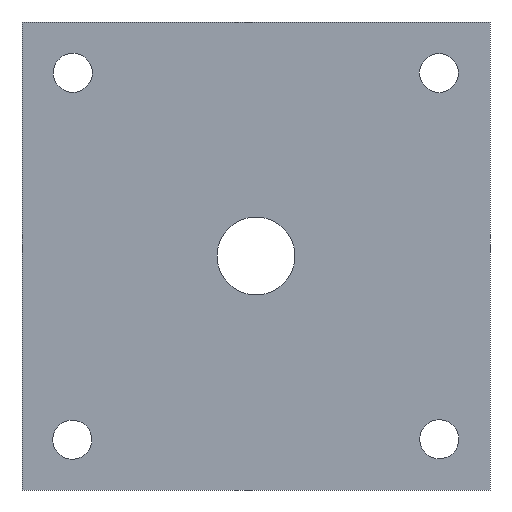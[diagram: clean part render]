
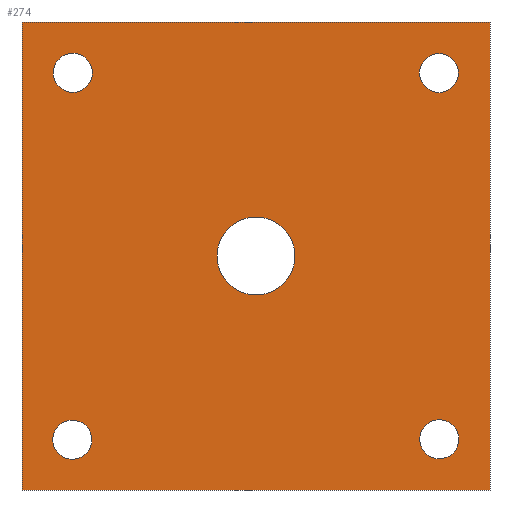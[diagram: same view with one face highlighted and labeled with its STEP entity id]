
A CAD part, front view. The second image highlights one B-rep face of the part: STEP entity #274.
In plain terms, the highlighted planar face has unit normal (0, -1, 0).
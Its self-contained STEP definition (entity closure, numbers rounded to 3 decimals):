
#21=FACE_BOUND('',#70,.T.);
#22=FACE_BOUND('',#71,.T.);
#23=FACE_BOUND('',#72,.T.);
#24=FACE_BOUND('',#73,.T.);
#25=FACE_BOUND('',#74,.T.);
#37=PLANE('',#318);
#52=FACE_OUTER_BOUND('',#69,.T.);
#69=EDGE_LOOP('',(#236,#237,#238,#239));
#70=EDGE_LOOP('',(#240));
#71=EDGE_LOOP('',(#241));
#72=EDGE_LOOP('',(#242));
#73=EDGE_LOOP('',(#243));
#74=EDGE_LOOP('',(#244));
#90=LINE('',#457,#109);
#93=LINE('',#463,#112);
#96=LINE('',#469,#115);
#99=LINE('',#473,#118);
#109=VECTOR('',#382,10.);
#112=VECTOR('',#387,10.);
#115=VECTOR('',#392,10.);
#118=VECTOR('',#397,10.);
#120=CIRCLE('',#293,5.);
#125=CIRCLE('',#302,2.5);
#127=CIRCLE('',#305,2.5);
#129=CIRCLE('',#308,2.5);
#131=CIRCLE('',#312,2.5);
#134=VERTEX_POINT('',#409);
#139=VERTEX_POINT('',#425);
#141=VERTEX_POINT('',#431);
#143=VERTEX_POINT('',#437);
#145=VERTEX_POINT('',#445);
#149=VERTEX_POINT('',#454);
#150=VERTEX_POINT('',#456);
#152=VERTEX_POINT('',#462);
#154=VERTEX_POINT('',#468);
#157=EDGE_CURVE('',#134,#134,#120,.T.);
#163=EDGE_CURVE('',#139,#139,#125,.T.);
#166=EDGE_CURVE('',#141,#141,#127,.T.);
#169=EDGE_CURVE('',#143,#143,#129,.T.);
#173=EDGE_CURVE('',#145,#145,#131,.T.);
#178=EDGE_CURVE('',#150,#149,#90,.T.);
#181=EDGE_CURVE('',#152,#150,#93,.T.);
#184=EDGE_CURVE('',#154,#152,#96,.T.);
#187=EDGE_CURVE('',#149,#154,#99,.T.);
#236=ORIENTED_EDGE('',*,*,#187,.T.);
#237=ORIENTED_EDGE('',*,*,#184,.T.);
#238=ORIENTED_EDGE('',*,*,#181,.T.);
#239=ORIENTED_EDGE('',*,*,#178,.T.);
#240=ORIENTED_EDGE('',*,*,#157,.T.);
#241=ORIENTED_EDGE('',*,*,#173,.T.);
#242=ORIENTED_EDGE('',*,*,#169,.T.);
#243=ORIENTED_EDGE('',*,*,#166,.T.);
#244=ORIENTED_EDGE('',*,*,#163,.T.);
#274=ADVANCED_FACE('',(#52,#21,#22,#23,#24,#25),#37,.T.);
#293=AXIS2_PLACEMENT_3D('',#411,#330,#331);
#302=AXIS2_PLACEMENT_3D('',#426,#349,#350);
#305=AXIS2_PLACEMENT_3D('',#432,#356,#357);
#308=AXIS2_PLACEMENT_3D('',#438,#363,#364);
#312=AXIS2_PLACEMENT_3D('',#446,#373,#374);
#318=AXIS2_PLACEMENT_3D('',#474,#398,#399);
#330=DIRECTION('center_axis',(0.,1.,0.));
#331=DIRECTION('ref_axis',(1.,0.,0.));
#349=DIRECTION('center_axis',(0.,1.,0.));
#350=DIRECTION('ref_axis',(1.,0.,0.));
#356=DIRECTION('center_axis',(0.,1.,0.));
#357=DIRECTION('ref_axis',(1.,0.,0.));
#363=DIRECTION('center_axis',(0.,1.,0.));
#364=DIRECTION('ref_axis',(1.,0.,0.));
#373=DIRECTION('center_axis',(0.,1.,0.));
#374=DIRECTION('ref_axis',(1.,0.,0.));
#382=DIRECTION('',(0.,0.,1.));
#387=DIRECTION('',(1.,0.,0.));
#392=DIRECTION('',(0.,0.,-1.));
#397=DIRECTION('',(-1.,0.,0.));
#398=DIRECTION('center_axis',(0.,-1.,0.));
#399=DIRECTION('ref_axis',(1.,0.,0.));
#409=CARTESIAN_POINT('',(-5.,-10.,10.));
#411=CARTESIAN_POINT('Origin',(0.,-10.,10.));
#425=CARTESIAN_POINT('',(-25.982,-10.,33.482));
#426=CARTESIAN_POINT('Origin',(-23.482,-10.,33.482));
#431=CARTESIAN_POINT('',(20.954,-10.,33.454));
#432=CARTESIAN_POINT('Origin',(23.454,-10.,33.454));
#437=CARTESIAN_POINT('',(-26.053,-10.,-13.553));
#438=CARTESIAN_POINT('Origin',(-23.553,-10.,-13.553));
#445=CARTESIAN_POINT('',(21.,-10.,-13.5));
#446=CARTESIAN_POINT('Origin',(23.5,-10.,-13.5));
#454=CARTESIAN_POINT('',(30.,-10.,40.));
#456=CARTESIAN_POINT('',(30.,-10.,-20.));
#457=CARTESIAN_POINT('',(30.,-10.,40.));
#462=CARTESIAN_POINT('',(-30.,-10.,-20.));
#463=CARTESIAN_POINT('',(30.,-10.,-20.));
#468=CARTESIAN_POINT('',(-30.,-10.,40.));
#469=CARTESIAN_POINT('',(-30.,-10.,-20.));
#473=CARTESIAN_POINT('',(-30.,-10.,40.));
#474=CARTESIAN_POINT('Origin',(0.,-10.,10.));
